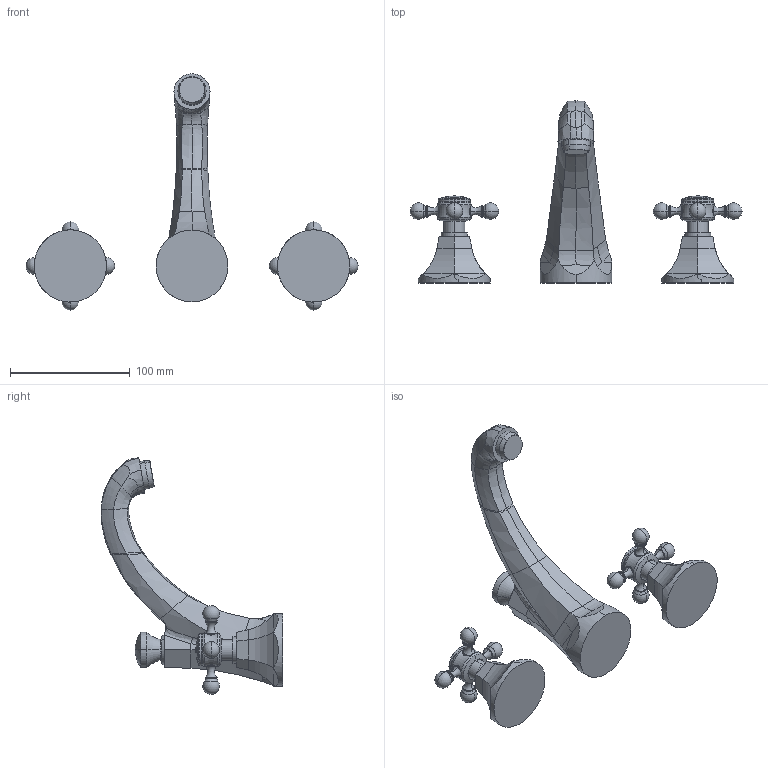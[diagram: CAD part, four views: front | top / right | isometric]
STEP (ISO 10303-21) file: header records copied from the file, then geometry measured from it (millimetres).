
FILE_DESCRIPTION((''),'2;1');
FILE_NAME('1220C','2020-11-26T13:43:28',('jinson.thomas'),(''),'CREO PARAMETRIC BY PTC INC, 2018400','CREO PARAMETRIC BY PTC INC, 2018400','');
FILE_SCHEMA(('CONFIG_CONTROL_DESIGN'));
Length unit declared in the file: inch
Products named in the file (1): 1220C
Bounding box: 277.24 x 151.84 x 197.54 mm (x, y, z)
Volume: 442781.1 mm3; surface area: 67215.7 mm2
Topology: 3 solids, 5 shells, 492 faces, 1185 edges, 707 vertices
Faces by surface type: cylinder 132, plane 110, bspline 88, torus 82, cone 40, sphere 32, extrusion 8
Entity records: 18670 total; most frequent: CARTESIAN_POINT 8029, ORIENTED_EDGE 2320, DIRECTION 2056, EDGE_CURVE 1160, AXIS2_PLACEMENT_3D 884, VERTEX_POINT 707, EDGE_LOOP 521, FACE_OUTER_BOUND 492
